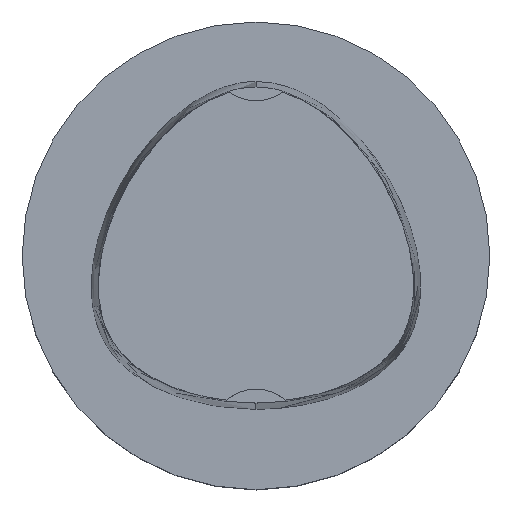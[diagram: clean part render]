
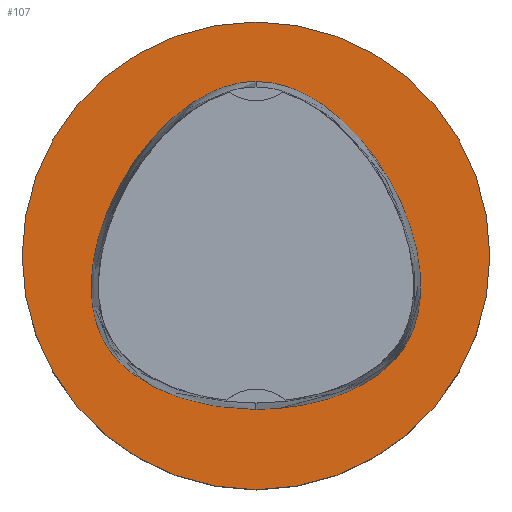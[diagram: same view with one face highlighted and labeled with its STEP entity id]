
A CAD part, top view. The second image highlights one B-rep face of the part: STEP entity #107.
In plain terms, the highlighted planar face has unit normal (0, 0, 1).
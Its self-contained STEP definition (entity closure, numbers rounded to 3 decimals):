
#78=EDGE_CURVE('240[2]',#211,#211,#212,.T.);
#107=ADVANCED_FACE('240[2]',(#256,#257),#258,.T.);
#133=EDGE_CURVE('240[2]',#231,#291,#292,.T.);
#152=EDGE_CURVE('240[2]',#291,#231,#318,.T.);
#211=VERTEX_POINT('',#405);
#212=CIRCLE('',#406,31.493);
#231=VERTEX_POINT('',#430);
#256=FACE_BOUND('',#527,.T.);
#257=FACE_OUTER_BOUND('',#528,.T.);
#258=PLANE('',#529);
#291=VERTEX_POINT('',#606);
#292=B_SPLINE_CURVE_WITH_KNOTS('',3,(#607,#608,#609,#610,#611,#612,#613,#614,#615,#616,#617,#618,#619,#620,#621,#622,#623,#624,#625,#626),.UNSPECIFIED.,.F.,.F.,(4,2,2,2,2,2,2,2,2,4),(0.0,4.776,11.273,21.392,34.435,42.606,50.255,61.049,76.294,98.645),.UNSPECIFIED.);
#318=B_SPLINE_CURVE_WITH_KNOTS('',3,(#894,#895,#896,#897,#898,#899,#900,#901,#902,#903,#904,#905,#906,#907,#908,#909,#910,#911,#912,#913),.UNSPECIFIED.,.F.,.F.,(4,2,2,2,2,2,2,2,2,4),(0.0,12.537,20.301,27.626,37.858,52.643,74.802,96.071,106.299,115.973),.UNSPECIFIED.);
#405=CARTESIAN_POINT('',(0.,31.493,0.));
#406=AXIS2_PLACEMENT_3D('',#1264,#1265,#1266);
#430=CARTESIAN_POINT('',(0.,23.475,0.));
#527=EDGE_LOOP('',(#1314,#1315));
#528=EDGE_LOOP('',(#1316));
#529=AXIS2_PLACEMENT_3D('',#1317,#1318,#1319);
#606=CARTESIAN_POINT('',(0.,-20.675,0.));
#607=CARTESIAN_POINT('',(-0.07,23.475,0.));
#608=CARTESIAN_POINT('',(1.522,23.484,0.));
#609=CARTESIAN_POINT('',(3.087,23.177,0.));
#610=CARTESIAN_POINT('',(6.626,21.911,0.));
#611=CARTESIAN_POINT('',(8.53,20.764,0.));
#612=CARTESIAN_POINT('',(12.886,17.32,0.));
#613=CARTESIAN_POINT('',(15.194,14.633,0.));
#614=CARTESIAN_POINT('',(19.397,8.088,0.));
#615=CARTESIAN_POINT('',(21.073,3.976,0.));
#616=CARTESIAN_POINT('',(22.24,-2.462,0.));
#617=CARTESIAN_POINT('',(22.346,-5.06,0.));
#618=CARTESIAN_POINT('',(21.42,-9.835,0.));
#619=CARTESIAN_POINT('',(20.581,-11.401,0.));
#620=CARTESIAN_POINT('',(19.016,-13.762,0.));
#621=CARTESIAN_POINT('',(17.838,-14.94,0.));
#622=CARTESIAN_POINT('',(14.633,-17.335,0.));
#623=CARTESIAN_POINT('',(12.452,-18.371,0.));
#624=CARTESIAN_POINT('',(6.952,-20.185,0.));
#625=CARTESIAN_POINT('',(3.387,-20.682,0.));
#626=CARTESIAN_POINT('',(-0.07,-20.675,0.));
#894=CARTESIAN_POINT('',(0.07,-20.675,0.));
#895=CARTESIAN_POINT('',(-4.109,-20.683,0.));
#896=CARTESIAN_POINT('',(-8.287,-19.956,0.));
#897=CARTESIAN_POINT('',(-14.082,-17.605,0.));
#898=CARTESIAN_POINT('',(-16.208,-16.371,0.));
#899=CARTESIAN_POINT('',(-19.575,-13.185,0.));
#900=CARTESIAN_POINT('',(-20.433,-11.678,0.));
#901=CARTESIAN_POINT('',(-21.622,-8.993,0.));
#902=CARTESIAN_POINT('',(-21.993,-7.308,0.));
#903=CARTESIAN_POINT('',(-22.314,-3.133,0.));
#904=CARTESIAN_POINT('',(-22.006,-0.592,0.));
#905=CARTESIAN_POINT('',(-20.497,5.424,0.));
#906=CARTESIAN_POINT('',(-18.839,9.102,0.));
#907=CARTESIAN_POINT('',(-14.476,15.583,0.));
#908=CARTESIAN_POINT('',(-11.858,18.355,0.));
#909=CARTESIAN_POINT('',(-7.62,21.285,0.));
#910=CARTESIAN_POINT('',(-6.128,22.093,0.));
#911=CARTESIAN_POINT('',(-3.063,23.182,0.));
#912=CARTESIAN_POINT('',(-1.51,23.484,0.));
#913=CARTESIAN_POINT('',(0.07,23.475,0.));
#1264=CARTESIAN_POINT('',(0.0,0.0,0.0));
#1265=DIRECTION('',(0.,0.,-1.0));
#1266=DIRECTION('',(0.,1.0,0.));
#1314=ORIENTED_EDGE('',*,*,#152,.T.);
#1315=ORIENTED_EDGE('',*,*,#133,.T.);
#1316=ORIENTED_EDGE('',*,*,#78,.F.);
#1317=CARTESIAN_POINT('',(0.,15.746,0.));
#1318=DIRECTION('',(0.,0.,1.0));
#1319=DIRECTION('',(1.0,0.,0.0));
